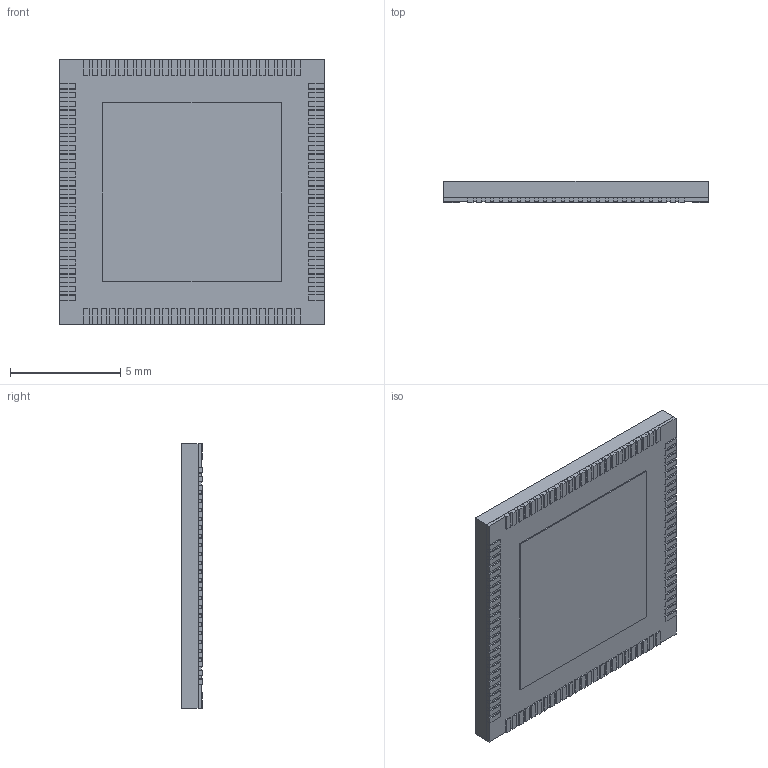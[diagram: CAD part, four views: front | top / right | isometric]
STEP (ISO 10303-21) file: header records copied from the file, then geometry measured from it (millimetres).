
FILE_DESCRIPTION (( 'STEP AP214' ), '1' );
FILE_NAME ('User Library-VQFN-100 12X12 40P.STEP', '2022-05-31T20:07:39', ( '' ), ( '' ), 'SwSTEP 2.0', 'SolidWorks 2021', '' );
FILE_SCHEMA (( 'AUTOMOTIVE_DESIGN' ));
Length unit declared in the file: millimetre
Products named in the file (1): User Library-VQFN-100 12X12 40P
Bounding box: 12 x 0.95 x 12 mm (x, y, z)
Volume: 133.7 mm3; surface area: 690 mm2
Topology: 103 solids, 103 shells, 1202 faces, 2871 edges, 1898 vertices
Faces by surface type: plane 1145, bspline 55, cylinder 2
Entity records: 38664 total; most frequent: CARTESIAN_POINT 9958, ORIENTED_EDGE 5742, DIRECTION 5061, EDGE_CURVE 2871, LINE 2757, VECTOR 2757, VERTEX_POINT 1898, EDGE_LOOP 1227
